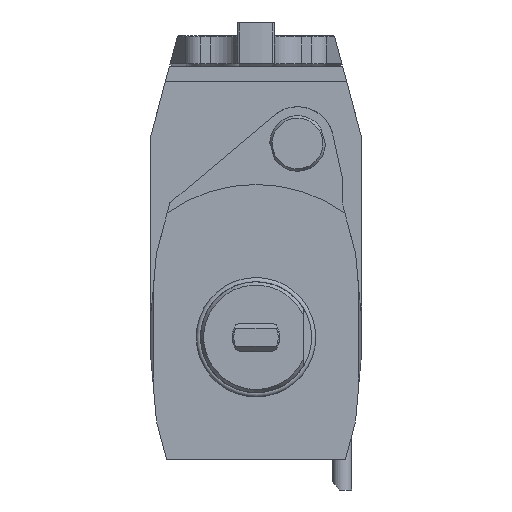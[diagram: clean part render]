
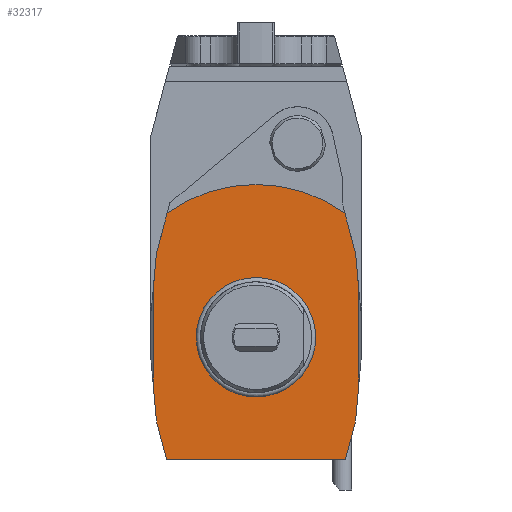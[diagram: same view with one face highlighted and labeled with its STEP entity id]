
A CAD part, front view. The second image highlights one B-rep face of the part: STEP entity #32317.
In plain terms, the highlighted planar face has unit normal (0, -1, 0).
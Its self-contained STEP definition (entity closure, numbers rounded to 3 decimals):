
#1197 = CARTESIAN_POINT ( 'NONE',  ( 41.003, -130., -39.013 ) ) ;
#1753 = DIRECTION ( 'NONE',  ( -0.087, 0., -0.996 ) ) ;
#2123 = ORIENTED_EDGE ( 'NONE', *, *, #25703, .T. ) ;
#3042 = LINE ( 'NONE', #18804, #7553 ) ;
#3052 = AXIS2_PLACEMENT_3D ( 'NONE', #15424, #10629, #28367 ) ;
#3422 = DIRECTION ( 'NONE',  ( -0.259, 0., 0.966 ) ) ;
#3595 = VERTEX_POINT ( 'NONE', #3839 ) ;
#3611 = CARTESIAN_POINT ( 'NONE',  ( -31.952, -130., -5.233 ) ) ;
#3630 = VECTOR ( 'NONE', #8262, 1000. ) ;
#3666 = ORIENTED_EDGE ( 'NONE', *, *, #28573, .F. ) ;
#3839 = CARTESIAN_POINT ( 'NONE',  ( -37., -130., -67.21 ) ) ;
#3893 = CARTESIAN_POINT ( 'NONE',  ( -32.158, -130., -94. ) ) ;
#3898 = LINE ( 'NONE', #27120, #4814 ) ;
#3923 = ORIENTED_EDGE ( 'NONE', *, *, #10107, .T. ) ;
#4237 = VERTEX_POINT ( 'NONE', #29937 ) ;
#4239 = ORIENTED_EDGE ( 'NONE', *, *, #13073, .F. ) ;
#4527 = DIRECTION ( 'NONE',  ( 0.087, 0., 0.996 ) ) ;
#4688 = CARTESIAN_POINT ( 'NONE',  ( 38.213, -130., -53.343 ) ) ;
#4814 = VECTOR ( 'NONE', #1753, 1000. ) ;
#5031 = VERTEX_POINT ( 'NONE', #10591 ) ;
#5088 = VECTOR ( 'NONE', #23600, 1000. ) ;
#5185 = VERTEX_POINT ( 'NONE', #3611 ) ;
#5931 = EDGE_CURVE ( 'NONE', #3595, #5031, #3042, .T. ) ;
#6187 = LINE ( 'NONE', #8507, #22272 ) ;
#6201 = EDGE_CURVE ( 'NONE', #5185, #17374, #7053, .T. ) ;
#6386 = ORIENTED_EDGE ( 'NONE', *, *, #6201, .T. ) ;
#7053 = LINE ( 'NONE', #11716, #8091 ) ;
#7553 = VECTOR ( 'NONE', #15637, 1000. ) ;
#7621 = EDGE_LOOP ( 'NONE', ( #6386, #10191, #30486, #3666, #4239, #11865, #22575, #17026, #3923, #14810, #9679, #21155 ) ) ;
#8091 = VECTOR ( 'NONE', #11887, 1000. ) ;
#8262 = DIRECTION ( 'NONE',  ( -1., 0., 0. ) ) ;
#8507 = CARTESIAN_POINT ( 'NONE',  ( 38.213, -130., -46.657 ) ) ;
#9162 = CARTESIAN_POINT ( 'NONE',  ( -35.867, -130., -19.845 ) ) ;
#9550 = VECTOR ( 'NONE', #28546, 1000. ) ;
#9679 = ORIENTED_EDGE ( 'NONE', *, *, #30464, .F. ) ;
#10107 = EDGE_CURVE ( 'NONE', #31660, #12390, #14000, .T. ) ;
#10191 = ORIENTED_EDGE ( 'NONE', *, *, #21671, .T. ) ;
#10240 = DIRECTION ( 'NONE',  ( 0.259, 0., 0.966 ) ) ;
#10555 = DIRECTION ( 'NONE',  ( 0., 0., -1. ) ) ;
#10591 = CARTESIAN_POINT ( 'NONE',  ( -37., -130., -32.79 ) ) ;
#10629 = DIRECTION ( 'NONE',  ( 0., 1., 0. ) ) ;
#11716 = CARTESIAN_POINT ( 'NONE',  ( -41.003, -130., -39.013 ) ) ;
#11865 = ORIENTED_EDGE ( 'NONE', *, *, #24310, .F. ) ;
#11887 = DIRECTION ( 'NONE',  ( -0.259, 0., -0.966 ) ) ;
#12390 = VERTEX_POINT ( 'NONE', #31888 ) ;
#13073 = EDGE_CURVE ( 'NONE', #30284, #19573, #18517, .T. ) ;
#13569 = CARTESIAN_POINT ( 'NONE',  ( 0., -130., -94. ) ) ;
#14000 = LINE ( 'NONE', #28755, #5088 ) ;
#14386 = LINE ( 'NONE', #16360, #20113 ) ;
#14805 = AXIS2_PLACEMENT_3D ( 'NONE', #23469, #16000, #10555 ) ;
#14810 = ORIENTED_EDGE ( 'NONE', *, *, #26152, .F. ) ;
#15424 = CARTESIAN_POINT ( 'NONE',  ( 0., -130., -28.8 ) ) ;
#15426 = CARTESIAN_POINT ( 'NONE',  ( 35.867, -130., -80.155 ) ) ;
#15637 = DIRECTION ( 'NONE',  ( 0., 0., 1. ) ) ;
#15818 = CIRCLE ( 'NONE', #14805, 55. ) ;
#15931 = LINE ( 'NONE', #1197, #9550 ) ;
#16000 = DIRECTION ( 'NONE',  ( 0., 1., 0. ) ) ;
#16014 = VECTOR ( 'NONE', #3422, 1000. ) ;
#16360 = CARTESIAN_POINT ( 'NONE',  ( -38.213, -130., -53.343 ) ) ;
#17026 = ORIENTED_EDGE ( 'NONE', *, *, #24872, .T. ) ;
#17338 = DIRECTION ( 'NONE',  ( 0., 0., 1. ) ) ;
#17374 = VERTEX_POINT ( 'NONE', #9162 ) ;
#17720 = CARTESIAN_POINT ( 'NONE',  ( 41.003, -130., -60.987 ) ) ;
#17999 = AXIS2_PLACEMENT_3D ( 'NONE', #27153, #32411, #17338 ) ;
#18420 = PLANE ( 'NONE',  #3052 ) ;
#18496 = VECTOR ( 'NONE', #4527, 1000. ) ;
#18500 = CARTESIAN_POINT ( 'NONE',  ( 32.158, -130., -94. ) ) ;
#18517 = LINE ( 'NONE', #21176, #16014 ) ;
#18722 = LINE ( 'NONE', #13569, #3630 ) ;
#18794 = DIRECTION ( 'NONE',  ( 0.087, 0., -0.996 ) ) ;
#18804 = CARTESIAN_POINT ( 'NONE',  ( -37., -130., -50. ) ) ;
#19146 = CARTESIAN_POINT ( 'NONE',  ( 35.867, -130., -19.845 ) ) ;
#19573 = VERTEX_POINT ( 'NONE', #20604 ) ;
#20113 = VECTOR ( 'NONE', #26671, 1000. ) ;
#20129 = EDGE_CURVE ( 'NONE', #5185, #30407, #15818, .T. ) ;
#20383 = LINE ( 'NONE', #17720, #25376 ) ;
#20604 = CARTESIAN_POINT ( 'NONE',  ( -35.867, -130., -80.155 ) ) ;
#20924 = FACE_OUTER_BOUND ( 'NONE', #7621, .T. ) ;
#21155 = ORIENTED_EDGE ( 'NONE', *, *, #20129, .F. ) ;
#21176 = CARTESIAN_POINT ( 'NONE',  ( -41.003, -130., -60.987 ) ) ;
#21582 = VERTEX_POINT ( 'NONE', #18500 ) ;
#21671 = EDGE_CURVE ( 'NONE', #17374, #5031, #3898, .T. ) ;
#22272 = VECTOR ( 'NONE', #18794, 1000. ) ;
#22575 = ORIENTED_EDGE ( 'NONE', *, *, #29322, .T. ) ;
#23469 = CARTESIAN_POINT ( 'NONE',  ( 0., -130., -50. ) ) ;
#23600 = DIRECTION ( 'NONE',  ( 0., 0., 1. ) ) ;
#24310 = EDGE_CURVE ( 'NONE', #21582, #30284, #18722, .T. ) ;
#24688 = VERTEX_POINT ( 'NONE', #19146 ) ;
#24782 = CARTESIAN_POINT ( 'NONE',  ( 31.952, -130., -5.233 ) ) ;
#24872 = EDGE_CURVE ( 'NONE', #25502, #31660, #26782, .T. ) ;
#25376 = VECTOR ( 'NONE', #10240, 1000. ) ;
#25502 = VERTEX_POINT ( 'NONE', #15426 ) ;
#25703 = EDGE_CURVE ( 'NONE', #4237, #4237, #26478, .T. ) ;
#26152 = EDGE_CURVE ( 'NONE', #24688, #12390, #6187, .T. ) ;
#26478 = CIRCLE ( 'NONE', #17999, 20.059 ) ;
#26671 = DIRECTION ( 'NONE',  ( -0.087, 0., 0.996 ) ) ;
#26782 = LINE ( 'NONE', #4688, #18496 ) ;
#27120 = CARTESIAN_POINT ( 'NONE',  ( -38.213, -130., -46.657 ) ) ;
#27153 = CARTESIAN_POINT ( 'NONE',  ( 0., -130., -50. ) ) ;
#28367 = DIRECTION ( 'NONE',  ( 0., 0., -1. ) ) ;
#28546 = DIRECTION ( 'NONE',  ( 0.259, 0., -0.966 ) ) ;
#28573 = EDGE_CURVE ( 'NONE', #19573, #3595, #14386, .T. ) ;
#28755 = CARTESIAN_POINT ( 'NONE',  ( 37., -130., -50. ) ) ;
#28850 = EDGE_LOOP ( 'NONE', ( #2123 ) ) ;
#29322 = EDGE_CURVE ( 'NONE', #21582, #25502, #20383, .T. ) ;
#29937 = CARTESIAN_POINT ( 'NONE',  ( 0., -130., -29.941 ) ) ;
#30284 = VERTEX_POINT ( 'NONE', #3893 ) ;
#30407 = VERTEX_POINT ( 'NONE', #24782 ) ;
#30464 = EDGE_CURVE ( 'NONE', #30407, #24688, #15931, .T. ) ;
#30486 = ORIENTED_EDGE ( 'NONE', *, *, #5931, .F. ) ;
#30998 = FACE_BOUND ( 'NONE', #28850, .T. ) ;
#31149 = CARTESIAN_POINT ( 'NONE',  ( 37., -130., -67.21 ) ) ;
#31660 = VERTEX_POINT ( 'NONE', #31149 ) ;
#31888 = CARTESIAN_POINT ( 'NONE',  ( 37., -130., -32.79 ) ) ;
#32317 = ADVANCED_FACE ( 'Defeature completata2_298', ( #20924, #30998 ), #18420, .F. ) ;
#32411 = DIRECTION ( 'NONE',  ( 0., 1., 0. ) ) ;
